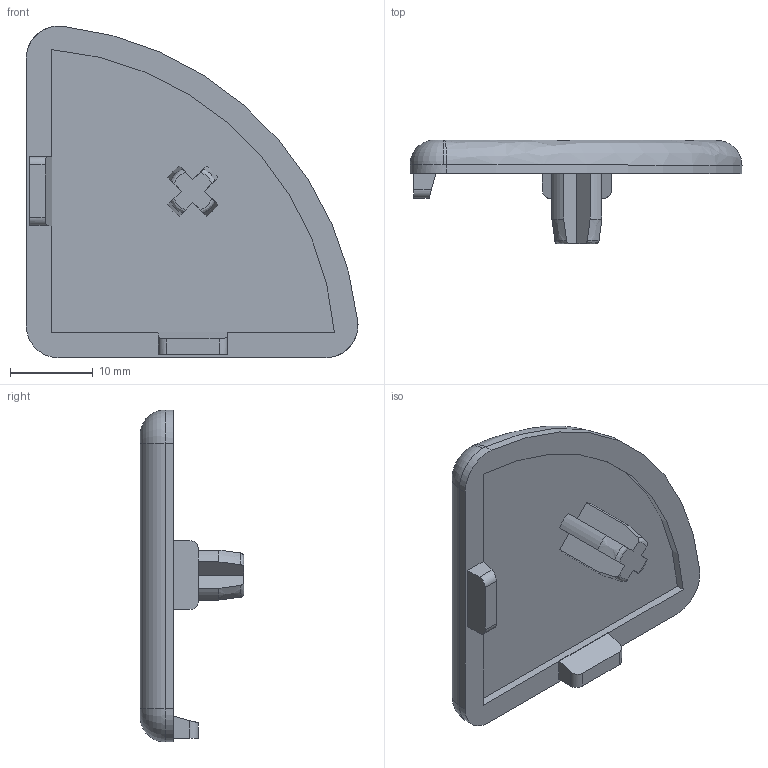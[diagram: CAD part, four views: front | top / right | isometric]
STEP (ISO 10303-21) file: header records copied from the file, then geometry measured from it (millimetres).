
FILE_DESCRIPTION (( 'STEP AP203' ), '1' );
FILE_NAME ('281005025_c_1.STEP', '2022-11-07T18:07:20', ( '' ), ( '' ), 'SwSTEP 2.0', 'SolidWorks 2014', '' );
FILE_SCHEMA (( 'CONFIG_CONTROL_DESIGN' ));
Length unit declared in the file: millimetre
Products named in the file (1): 281005025_c_1
Bounding box: 40.03 x 12.5 x 40.03 mm (x, y, z)
Volume: 4231.6 mm3; surface area: 3361.8 mm2
Topology: 1 solids, 1 shells, 57 faces, 149 edges, 96 vertices
Faces by surface type: plane 28, cylinder 15, torus 5, bspline 5, cone 4
Entity records: 1987 total; most frequent: CARTESIAN_POINT 562, ORIENTED_EDGE 298, DIRECTION 261, EDGE_CURVE 149, VERTEX_POINT 96, AXIS2_PLACEMENT_3D 89, VECTOR 83, LINE 83
